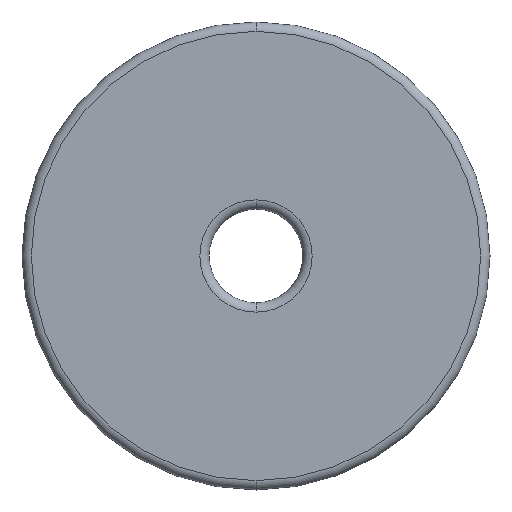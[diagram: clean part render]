
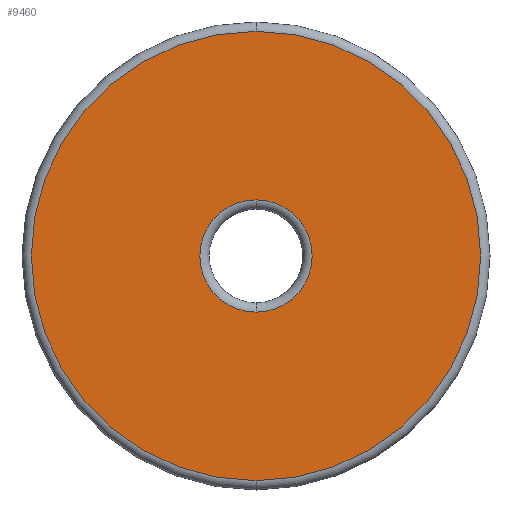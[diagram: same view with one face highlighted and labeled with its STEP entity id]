
A CAD part, front view. The second image highlights one B-rep face of the part: STEP entity #9460.
In plain terms, the highlighted planar face has unit normal (0, -1, 0).
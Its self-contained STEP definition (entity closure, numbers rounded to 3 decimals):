
#161 = DIRECTION ( 'NONE',  ( 0., 0., 1. ) ) ;
#258 = AXIS2_PLACEMENT_3D ( 'NONE', #8670, #11333, #3143 ) ;
#373 = FACE_BOUND ( 'NONE', #2678, .T. ) ;
#1139 = ORIENTED_EDGE ( 'NONE', *, *, #14970, .T. ) ;
#1276 = CIRCLE ( 'NONE', #5270, 12. ) ;
#1301 = CARTESIAN_POINT ( 'NONE',  ( 0., -17., 0. ) ) ;
#1557 = AXIS2_PLACEMENT_3D ( 'NONE', #1301, #7988, #5334 ) ;
#2202 = VERTEX_POINT ( 'NONE', #7107 ) ;
#2678 = EDGE_LOOP ( 'NONE', ( #10806, #1139 ) ) ;
#2733 = DIRECTION ( 'NONE',  ( 0., -1., 0. ) ) ;
#3143 = DIRECTION ( 'NONE',  ( 0., 0., 1. ) ) ;
#3461 = DIRECTION ( 'NONE',  ( 0., 0., 1. ) ) ;
#4422 = EDGE_CURVE ( 'NONE', #6537, #10877, #8247, .T. ) ;
#5270 = AXIS2_PLACEMENT_3D ( 'NONE', #16830, #10248, #3461 ) ;
#5334 = DIRECTION ( 'NONE',  ( 0., 0., 1. ) ) ;
#5679 = CIRCLE ( 'NONE', #13650, 3. ) ;
#5923 = CARTESIAN_POINT ( 'NONE',  ( 0., -17., 3. ) ) ;
#6537 = VERTEX_POINT ( 'NONE', #10658 ) ;
#7051 = CARTESIAN_POINT ( 'NONE',  ( 0., -17., 0. ) ) ;
#7107 = CARTESIAN_POINT ( 'NONE',  ( 0., -17., -3. ) ) ;
#7988 = DIRECTION ( 'NONE',  ( 0., 1., 0. ) ) ;
#8247 = CIRCLE ( 'NONE', #9391, 12. ) ;
#8403 = DIRECTION ( 'NONE',  ( 0., 1., 0. ) ) ;
#8412 = EDGE_CURVE ( 'NONE', #10877, #6537, #1276, .T. ) ;
#8563 = PLANE ( 'NONE',  #258 ) ;
#8670 = CARTESIAN_POINT ( 'NONE',  ( 0., -17., 0. ) ) ;
#9170 = ORIENTED_EDGE ( 'NONE', *, *, #8412, .T. ) ;
#9391 = AXIS2_PLACEMENT_3D ( 'NONE', #14729, #2733, #161 ) ;
#9460 = ADVANCED_FACE ( 'NONE', ( #373, #10699 ), #8563, .F. ) ;
#10248 = DIRECTION ( 'NONE',  ( 0., -1., 0. ) ) ;
#10658 = CARTESIAN_POINT ( 'NONE',  ( 0., -17., 12. ) ) ;
#10699 = FACE_OUTER_BOUND ( 'NONE', #13070, .T. ) ;
#10806 = ORIENTED_EDGE ( 'NONE', *, *, #17413, .T. ) ;
#10877 = VERTEX_POINT ( 'NONE', #12353 ) ;
#11167 = DIRECTION ( 'NONE',  ( 0., 0., 1. ) ) ;
#11333 = DIRECTION ( 'NONE',  ( 0., 1., 0. ) ) ;
#12353 = CARTESIAN_POINT ( 'NONE',  ( 0., -17., -12. ) ) ;
#13070 = EDGE_LOOP ( 'NONE', ( #17420, #9170 ) ) ;
#13650 = AXIS2_PLACEMENT_3D ( 'NONE', #7051, #8403, #11167 ) ;
#14729 = CARTESIAN_POINT ( 'NONE',  ( 0., -17., 0. ) ) ;
#14970 = EDGE_CURVE ( 'NONE', #2202, #17441, #15655, .T. ) ;
#15655 = CIRCLE ( 'NONE', #1557, 3. ) ;
#16830 = CARTESIAN_POINT ( 'NONE',  ( 0., -17., 0. ) ) ;
#17413 = EDGE_CURVE ( 'NONE', #17441, #2202, #5679, .T. ) ;
#17420 = ORIENTED_EDGE ( 'NONE', *, *, #4422, .T. ) ;
#17441 = VERTEX_POINT ( 'NONE', #5923 ) ;
